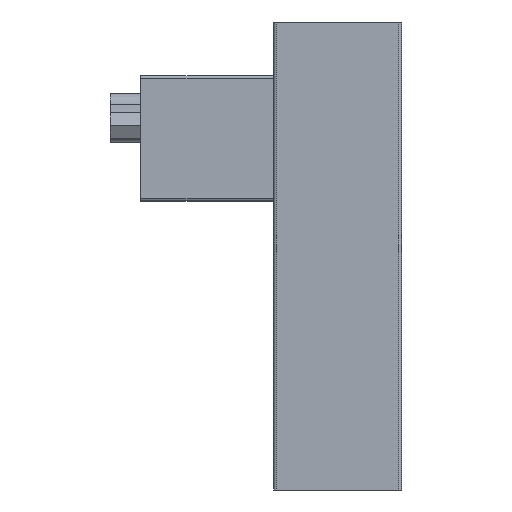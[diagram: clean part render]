
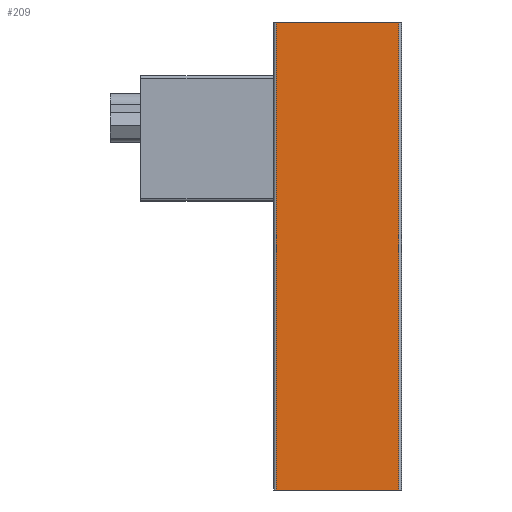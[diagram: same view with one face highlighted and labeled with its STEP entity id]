
A CAD part, left-side view. The second image highlights one B-rep face of the part: STEP entity #209.
In plain terms, the highlighted planar face has unit normal (-1, 0, 0).
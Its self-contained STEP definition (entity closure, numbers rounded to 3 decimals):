
#199 = EDGE_CURVE ( 'NONE', #6249, #1096, #7041, .T. ) ;
#209 = ADVANCED_FACE ( 'NONE', ( #4696 ), #5775, .T. ) ;
#345 = ORIENTED_EDGE ( 'NONE', *, *, #5204, .F. ) ;
#786 = VERTEX_POINT ( 'NONE', #6481 ) ;
#826 = CARTESIAN_POINT ( 'NONE',  ( 0., 0.5, 1.5 ) ) ;
#1096 = VERTEX_POINT ( 'NONE', #1732 ) ;
#1110 = DIRECTION ( 'NONE',  ( 0., -1., 0. ) ) ;
#1237 = VECTOR ( 'NONE', #6420, 1000. ) ;
#1340 = CARTESIAN_POINT ( 'NONE',  ( 0., 0.5, -89. ) ) ;
#1577 = CARTESIAN_POINT ( 'NONE',  ( 0., 24.5, -90. ) ) ;
#1699 = LINE ( 'NONE', #3312, #6937 ) ;
#1732 = CARTESIAN_POINT ( 'NONE',  ( 0., 0.5, -90. ) ) ;
#1864 = DIRECTION ( 'NONE',  ( 0., 0., 1. ) ) ;
#1934 = CARTESIAN_POINT ( 'NONE',  ( 0., 24.5, -89. ) ) ;
#2290 = VECTOR ( 'NONE', #5322, 1000. ) ;
#2524 = EDGE_LOOP ( 'NONE', ( #5282, #4232, #4848, #345 ) ) ;
#2642 = VERTEX_POINT ( 'NONE', #1577 ) ;
#2751 = DIRECTION ( 'NONE',  ( 0., -1., 0. ) ) ;
#2924 = LINE ( 'NONE', #5192, #1237 ) ;
#3172 = LINE ( 'NONE', #4988, #3630 ) ;
#3312 = CARTESIAN_POINT ( 'NONE',  ( 0., 24.5, 1.5 ) ) ;
#3630 = VECTOR ( 'NONE', #2751, 1000. ) ;
#3733 = AXIS2_PLACEMENT_3D ( 'NONE', #1934, #6971, #1864 ) ;
#4232 = ORIENTED_EDGE ( 'NONE', *, *, #6306, .T. ) ;
#4696 = FACE_OUTER_BOUND ( 'NONE', #2524, .T. ) ;
#4848 = ORIENTED_EDGE ( 'NONE', *, *, #199, .F. ) ;
#4988 = CARTESIAN_POINT ( 'NONE',  ( 0., 24.5, -90. ) ) ;
#5192 = CARTESIAN_POINT ( 'NONE',  ( 0., 24.5, -89. ) ) ;
#5204 = EDGE_CURVE ( 'NONE', #786, #6249, #1699, .T. ) ;
#5282 = ORIENTED_EDGE ( 'NONE', *, *, #5794, .T. ) ;
#5322 = DIRECTION ( 'NONE',  ( 0., 0., -1. ) ) ;
#5775 = PLANE ( 'NONE',  #3733 ) ;
#5794 = EDGE_CURVE ( 'NONE', #786, #2642, #2924, .T. ) ;
#6249 = VERTEX_POINT ( 'NONE', #826 ) ;
#6306 = EDGE_CURVE ( 'NONE', #2642, #1096, #3172, .T. ) ;
#6420 = DIRECTION ( 'NONE',  ( 0., 0., -1. ) ) ;
#6481 = CARTESIAN_POINT ( 'NONE',  ( 0., 24.5, 1.5 ) ) ;
#6937 = VECTOR ( 'NONE', #1110, 1000. ) ;
#6971 = DIRECTION ( 'NONE',  ( -1., 0., 0. ) ) ;
#7041 = LINE ( 'NONE', #1340, #2290 ) ;
